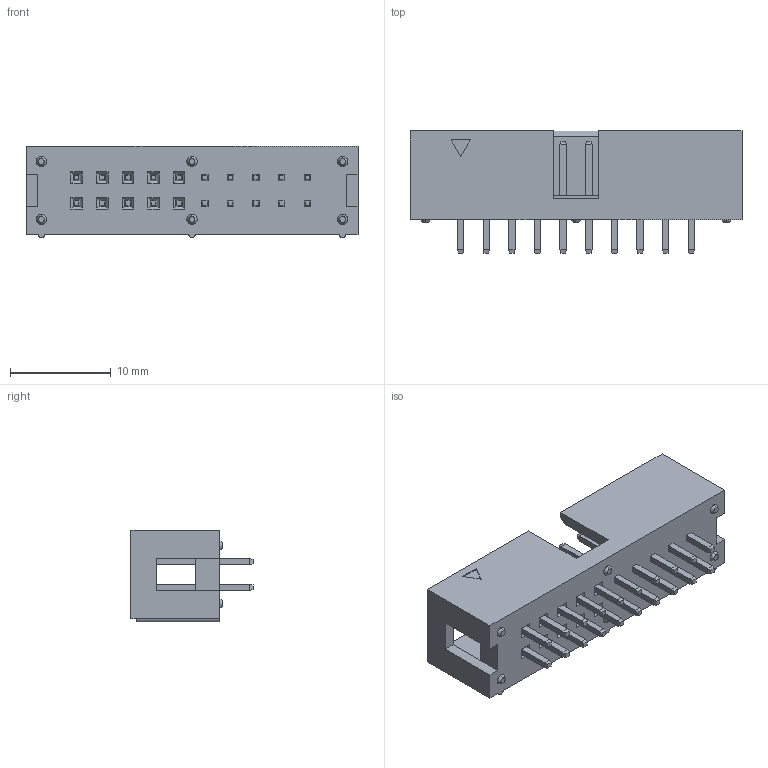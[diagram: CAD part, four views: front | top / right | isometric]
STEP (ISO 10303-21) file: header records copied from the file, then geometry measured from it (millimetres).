
FILE_DESCRIPTION (( 'STEP AP214' ), '1' );
FILE_NAME ('SBH11-PBPC-D10-ST-BK.STEP', '2023-04-23T22:07:02', ( '' ), ( '' ), 'SwSTEP 2.0', 'SolidWorks 2021', '' );
FILE_SCHEMA (( 'AUTOMOTIVE_DESIGN' ));
Length unit declared in the file: inch
Products named in the file (1): SBH11-PBPC-D10-ST-BK
Bounding box: 32.89 x 12.09 x 9.09 mm (x, y, z)
Volume: 1246.9 mm3; surface area: 2385.6 mm2
Topology: 21 solids, 21 shells, 460 faces, 1041 edges, 626 vertices
Faces by surface type: plane 442, cone 12, cylinder 6
Entity records: 12697 total; most frequent: CARTESIAN_POINT 2128, ORIENTED_EDGE 2082, DIRECTION 1999, EDGE_CURVE 1041, VECTOR 1005, LINE 1005, VERTEX_POINT 626, EDGE_LOOP 507
